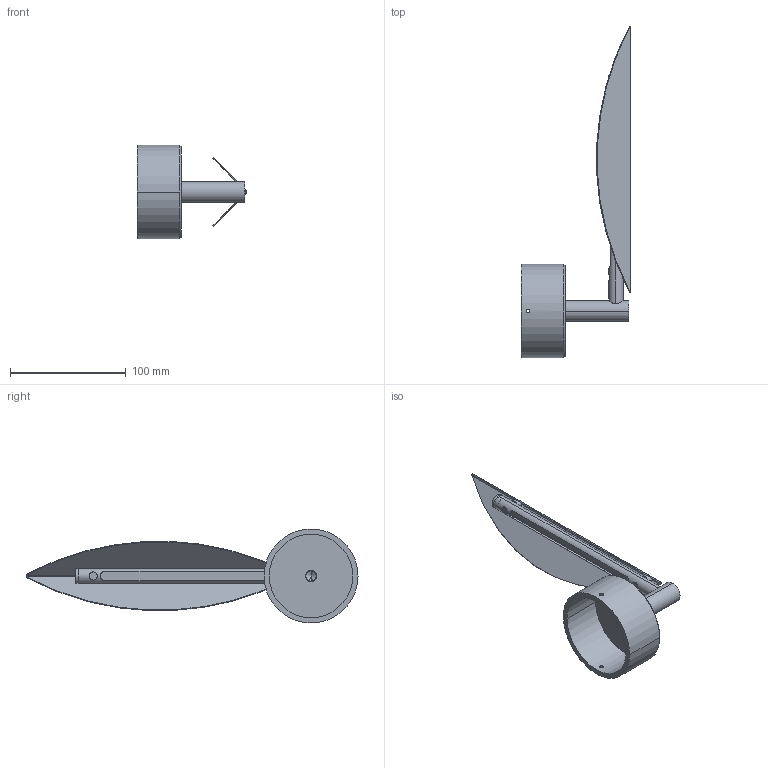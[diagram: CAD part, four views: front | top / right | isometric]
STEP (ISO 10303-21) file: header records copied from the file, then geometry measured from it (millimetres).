
FILE_DESCRIPTION (( 'STEP AP214' ), '1' );
FILE_NAME ('LWA394.STEP', '2021-11-01T06:41:35', ( 'GH' ), ( 'Microsoft' ), 'SwSTEP 2.0', 'SolidWorks 2013', '' );
FILE_SCHEMA (( 'AUTOMOTIVE_DESIGN' ));
Length unit declared in the file: millimetre
Products named in the file (7): 苤沺翐; 族腑埴裝; 族腑埴翐; 8075菁碟; 黑芛; LWA394; 族腑珔え-樓酗10mm
Assembly tree (7 placements, depth 2):
  LWA394
    8075菁碟
    族腑埴翐
    族腑埴裝
    族腑珔え-樓酗10mm
    苤沺翐  x2
    黑芛
Bounding box: 94.8 x 286.5 x 81 mm (x, y, z)
Volume: 85298.9 mm3; surface area: 78121.1 mm2
Topology: 8 solids, 8 shells, 127 faces, 317 edges, 203 vertices
Faces by surface type: cylinder 68, plane 40, cone 10, bspline 9
Entity records: 5058 total; most frequent: CARTESIAN_POINT 1901, ORIENTED_EDGE 586, DIRECTION 574, EDGE_CURVE 293, AXIS2_PLACEMENT_3D 224, VERTEX_POINT 191, EDGE_LOOP 150, LINE 126
